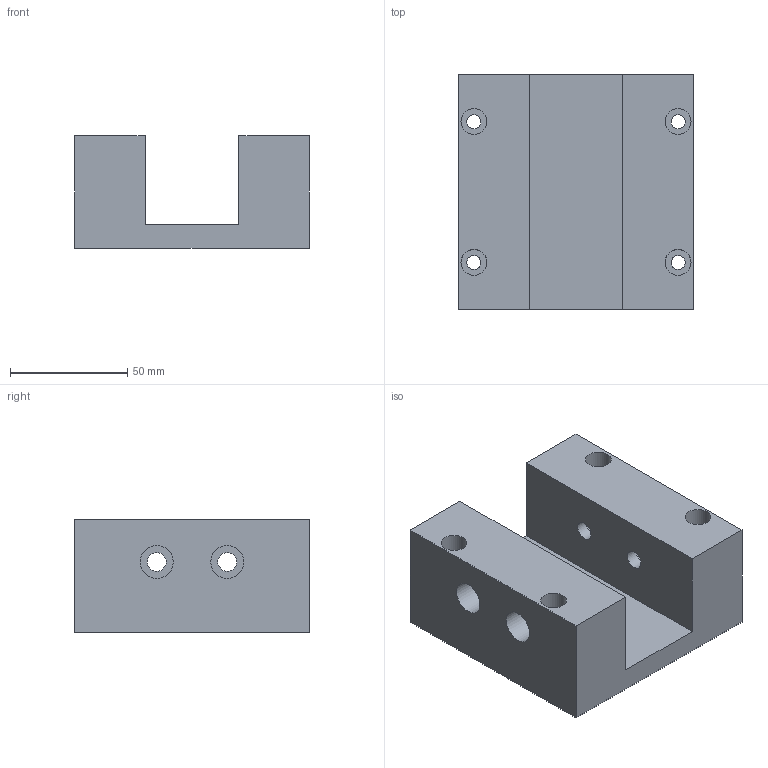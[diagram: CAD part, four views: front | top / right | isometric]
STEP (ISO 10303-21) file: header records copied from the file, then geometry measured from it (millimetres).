
FILE_DESCRIPTION(/* description */ ('Alibre Inc.'),/* implementation_level */ '2;1');
FILE_NAME(/* name */ 'export-5B1E8A6A-77AE-4751-9E1D-43FC48A6DA27',/* time_stamp */ '2024-08-17T19:18:33+02:00',/* author */ (''),/* organization */ (''),/* preprocessor_version */ 'ST-DEVELOPER v17',/* originating_system */ 'Alibre',/* authorisation */ '');
FILE_SCHEMA (('CONFIG_CONTROL_DESIGN'));
Length unit declared in the file: millimetre
Bounding box: 100 x 100 x 48 mm (x, y, z)
Volume: 294689.7 mm3; surface area: 54353.5 mm2
Topology: 1 solids, 1 shells, 34 faces, 80 edges, 56 vertices
Faces by surface type: plane 18, cylinder 16
Full cylindrical faces by diameter (mm): 6 x4, 8 x4, 11 x4, 14 x4
Entity records: 935 total; most frequent: DIRECTION 135, CARTESIAN_POINT 135, ORIENTED_EDGE 112, EDGE_LOOP 74, FACE_BOUND 74, AXIS2_PLACEMENT_3D 65, EDGE_CURVE 56, VERTEX_POINT 48
